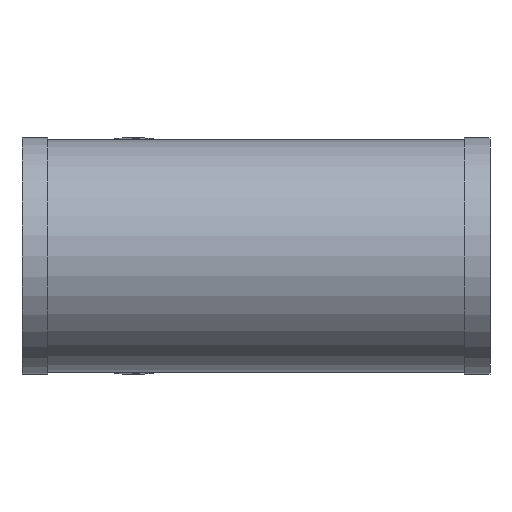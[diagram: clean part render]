
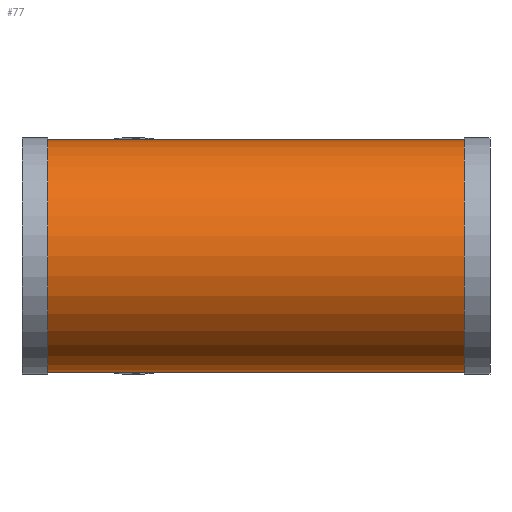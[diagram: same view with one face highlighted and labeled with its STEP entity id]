
A CAD part, front view. The second image highlights one B-rep face of the part: STEP entity #77.
In plain terms, the highlighted cylindrical face has radius 300 mm (diameter 600 mm), a full revolution.
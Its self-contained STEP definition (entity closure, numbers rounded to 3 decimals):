
#77 = ADVANCED_FACE( '', ( #167, #168, #169 ), #170, .T. );
#167 = FACE_OUTER_BOUND( '', #252, .T. );
#168 = FACE_BOUND( '', #253, .T. );
#169 = FACE_OUTER_BOUND( '', #254, .T. );
#170 = CYLINDRICAL_SURFACE( '', #255, 300. );
#252 = EDGE_LOOP( '', ( #368 ) );
#253 = EDGE_LOOP( '', ( #369, #370 ) );
#254 = EDGE_LOOP( '', ( #371 ) );
#255 = AXIS2_PLACEMENT_3D( '', #372, #373, #374 );
#368 = ORIENTED_EDGE( '', *, *, #401, .T. );
#369 = ORIENTED_EDGE( '', *, *, #413, .F. );
#370 = ORIENTED_EDGE( '', *, *, #414, .F. );
#371 = ORIENTED_EDGE( '', *, *, #419, .F. );
#372 = CARTESIAN_POINT( '', ( 605., 0., 0. ) );
#373 = DIRECTION( '', ( -1., 0., 0. ) );
#374 = DIRECTION( '', ( 0., 0., -1. ) );
#401 = EDGE_CURVE( '', #454, #454, #455, .T. );
#413 = EDGE_CURVE( '', #472, #473, #474, .F. );
#414 = EDGE_CURVE( '', #473, #472, #475, .F. );
#419 = EDGE_CURVE( '', #481, #481, #482, .T. );
#454 = VERTEX_POINT( '', #517 );
#455 = CIRCLE( '', #518, 300. );
#472 = VERTEX_POINT( '', #535 );
#473 = VERTEX_POINT( '', #536 );
#474 = ELLIPSE( '', #537, 783.938, 300. );
#475 = ELLIPSE( '', #538, 324.718, 300. );
#481 = VERTEX_POINT( '', #544 );
#482 = CIRCLE( '', #545, 300. );
#517 = CARTESIAN_POINT( '', ( -539., 0., -300. ) );
#518 = AXIS2_PLACEMENT_3D( '', #584, #585, #586 );
#535 = CARTESIAN_POINT( '', ( 300., 0., -300. ) );
#536 = CARTESIAN_POINT( '', ( 300., 0., 300. ) );
#537 = AXIS2_PLACEMENT_3D( '', #602, #603, #604 );
#538 = AXIS2_PLACEMENT_3D( '', #605, #606, #607 );
#544 = CARTESIAN_POINT( '', ( 539., 0., -300. ) );
#545 = AXIS2_PLACEMENT_3D( '', #611, #612, #613 );
#584 = CARTESIAN_POINT( '', ( -539., 0., 0. ) );
#585 = DIRECTION( '', ( 1., 0., 0. ) );
#586 = DIRECTION( '', ( 0., 0., -1. ) );
#602 = CARTESIAN_POINT( '', ( 300., 0., 0. ) );
#603 = DIRECTION( '', ( -0.383, -0.924, 0. ) );
#604 = DIRECTION( '', ( 0.924, -0.383, 0. ) );
#605 = CARTESIAN_POINT( '', ( 300., 0., 0. ) );
#606 = DIRECTION( '', ( 0.924, -0.383, 0. ) );
#607 = DIRECTION( '', ( -0.383, -0.924, 0. ) );
#611 = CARTESIAN_POINT( '', ( 539., 0., 0. ) );
#612 = DIRECTION( '', ( 1., 0., 0. ) );
#613 = DIRECTION( '', ( 0., 0., -1. ) );
